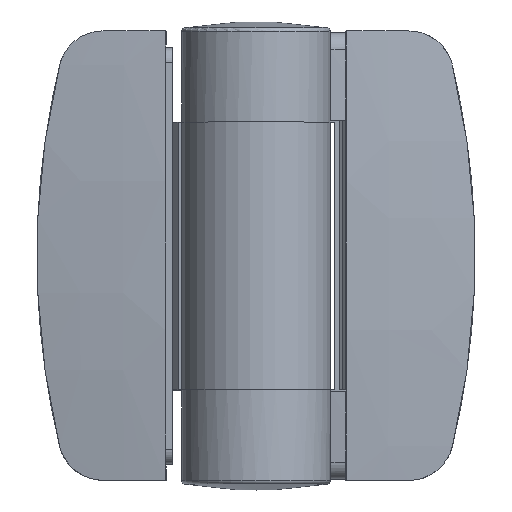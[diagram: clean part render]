
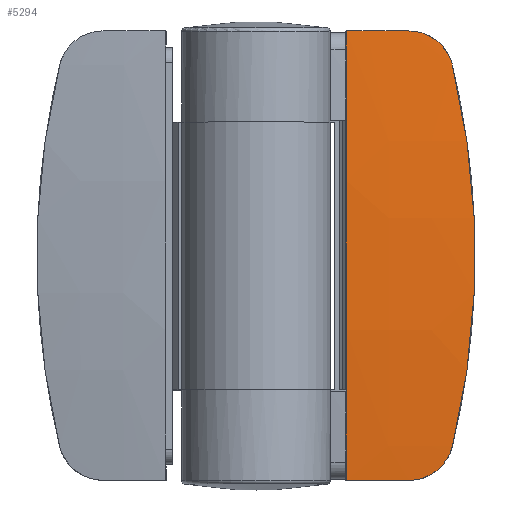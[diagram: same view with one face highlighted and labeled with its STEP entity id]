
A CAD part, top view. The second image highlights one B-rep face of the part: STEP entity #5294.
In plain terms, the highlighted toroidal (fillet/blend) face has major radius 47.526 mm and minor radius 350 mm.
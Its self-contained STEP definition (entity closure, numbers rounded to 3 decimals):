
#181=B_SPLINE_CURVE_WITH_KNOTS('',3,(#7806,#7807,#7808,#7809),
 .UNSPECIFIED.,.F.,.F.,(4,4),(0.003,0.063),.UNSPECIFIED.);
#182=B_SPLINE_CURVE_WITH_KNOTS('',3,(#7810,#7811,#7812,#7813,#7814),
 .UNSPECIFIED.,.F.,.F.,(4,1,4),(0.,0.004,
0.008),.UNSPECIFIED.);
#183=B_SPLINE_CURVE_WITH_KNOTS('',3,(#7816,#7817,#7818,#7819),
 .UNSPECIFIED.,.F.,.F.,(4,4),(0.,0.021),
 .UNSPECIFIED.);
#184=B_SPLINE_CURVE_WITH_KNOTS('',3,(#7821,#7822,#7823,#7824),
 .UNSPECIFIED.,.F.,.F.,(4,4),(0.012,0.022),
 .UNSPECIFIED.);
#185=B_SPLINE_CURVE_WITH_KNOTS('',3,(#7826,#7827,#7828,#7829),
 .UNSPECIFIED.,.F.,.F.,(4,4),(0.,0.021),
 .UNSPECIFIED.);
#186=B_SPLINE_CURVE_WITH_KNOTS('',3,(#7831,#7832,#7833,#7834,#7835),
 .UNSPECIFIED.,.F.,.F.,(4,1,4),(0.,0.004,
0.008),.UNSPECIFIED.);
#205=DEGENERATE_TOROIDAL_SURFACE('',#5654,47.526,350.,.F.);
#211=CIRCLE('',#5650,301.169);
#212=CIRCLE('',#5652,301.169);
#401=ORIENTED_EDGE('',*,*,#1960,.T.);
#402=ORIENTED_EDGE('',*,*,#1971,.T.);
#403=ORIENTED_EDGE('',*,*,#1951,.F.);
#404=ORIENTED_EDGE('',*,*,#1972,.F.);
#405=ORIENTED_EDGE('',*,*,#1973,.F.);
#406=ORIENTED_EDGE('',*,*,#1974,.F.);
#407=ORIENTED_EDGE('',*,*,#1975,.F.);
#408=ORIENTED_EDGE('',*,*,#1976,.F.);
#1951=EDGE_CURVE('',#2737,#2738,#211,.T.);
#1960=EDGE_CURVE('',#2746,#2745,#212,.T.);
#1971=EDGE_CURVE('',#2745,#2738,#181,.T.);
#1972=EDGE_CURVE('',#2755,#2737,#182,.T.);
#1973=EDGE_CURVE('',#2756,#2755,#183,.T.);
#1974=EDGE_CURVE('',#2757,#2756,#184,.T.);
#1975=EDGE_CURVE('',#2758,#2757,#185,.T.);
#1976=EDGE_CURVE('',#2746,#2758,#186,.T.);
#2737=VERTEX_POINT('',#7766);
#2738=VERTEX_POINT('',#7767);
#2745=VERTEX_POINT('',#7783);
#2746=VERTEX_POINT('',#7785);
#2755=VERTEX_POINT('',#7815);
#2756=VERTEX_POINT('',#7820);
#2757=VERTEX_POINT('',#7825);
#2758=VERTEX_POINT('',#7830);
#4381=EDGE_LOOP('',(#401,#402,#403,#404,#405,#406,#407,#408));
#4737=FACE_BOUND('',#4381,.T.);
#5294=ADVANCED_FACE('',(#4737),#205,.F.);
#5650=AXIS2_PLACEMENT_3D('',#7765,#6172,#6173);
#5652=AXIS2_PLACEMENT_3D('',#7784,#6184,#6185);
#5654=AXIS2_PLACEMENT_3D('',#7805,#6198,#6199);
#6172=DIRECTION('',(0.,0.,1.));
#6173=DIRECTION('',(1.,0.,0.));
#6184=DIRECTION('',(0.,0.,1.));
#6185=DIRECTION('',(1.,0.,0.));
#6198=DIRECTION('',(0.,0.,-1.));
#6199=DIRECTION('',(-1.,0.,0.));
#7765=CARTESIAN_POINT('',(-31.525,-290.424,30.2));
#7766=CARTESIAN_POINT('',(9.285,7.967,30.2));
#7767=CARTESIAN_POINT('',(0.862,8.998,30.2));
#7783=CARTESIAN_POINT('',(0.862,8.998,-30.2));
#7784=CARTESIAN_POINT('',(-31.525,-290.424,-30.2));
#7785=CARTESIAN_POINT('',(9.285,7.967,-30.2));
#7805=CARTESIAN_POINT('',(-31.525,-290.424,0.));
#7806=CARTESIAN_POINT('',(0.862,8.998,-30.2));
#7807=CARTESIAN_POINT('',(0.878,10.75,-10.067));
#7808=CARTESIAN_POINT('',(0.878,10.75,10.067));
#7809=CARTESIAN_POINT('',(0.862,8.998,30.2));
#7810=CARTESIAN_POINT('',(15.117,7.482,25.613));
#7811=CARTESIAN_POINT('',(14.799,7.435,26.924));
#7812=CARTESIAN_POINT('',(13.263,7.484,29.282));
#7813=CARTESIAN_POINT('',(10.623,7.784,30.2));
#7814=CARTESIAN_POINT('',(9.285,7.967,30.2));
#7815=CARTESIAN_POINT('',(15.117,7.482,25.613));
#7816=CARTESIAN_POINT('',(18.06,7.922,5.));
#7817=CARTESIAN_POINT('',(17.739,7.874,11.967));
#7818=CARTESIAN_POINT('',(16.758,7.728,18.838));
#7819=CARTESIAN_POINT('',(15.117,7.482,25.613));
#7820=CARTESIAN_POINT('',(18.06,7.922,5.));
#7821=CARTESIAN_POINT('',(18.06,7.922,-5.));
#7822=CARTESIAN_POINT('',(18.06,7.97,-1.667));
#7823=CARTESIAN_POINT('',(18.06,7.97,1.667));
#7824=CARTESIAN_POINT('',(18.06,7.922,5.));
#7825=CARTESIAN_POINT('',(18.06,7.922,-5.));
#7826=CARTESIAN_POINT('',(15.117,7.482,-25.613));
#7827=CARTESIAN_POINT('',(16.758,7.728,-18.838));
#7828=CARTESIAN_POINT('',(17.739,7.874,-11.967));
#7829=CARTESIAN_POINT('',(18.06,7.922,-5.));
#7830=CARTESIAN_POINT('',(15.117,7.482,-25.613));
#7831=CARTESIAN_POINT('',(9.285,7.967,-30.2));
#7832=CARTESIAN_POINT('',(10.623,7.784,-30.2));
#7833=CARTESIAN_POINT('',(13.261,7.484,-29.284));
#7834=CARTESIAN_POINT('',(14.799,7.435,-26.924));
#7835=CARTESIAN_POINT('',(15.117,7.482,-25.613));
